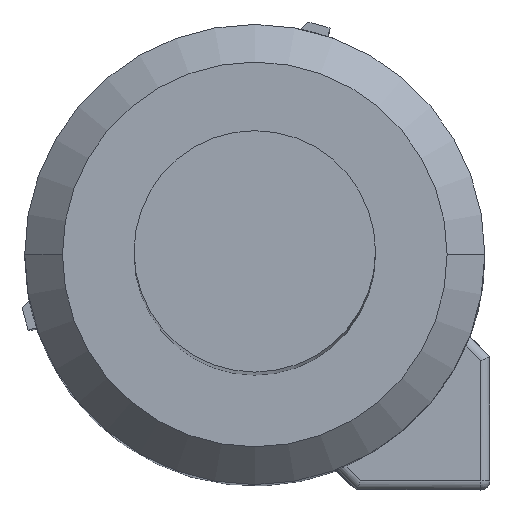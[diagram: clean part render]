
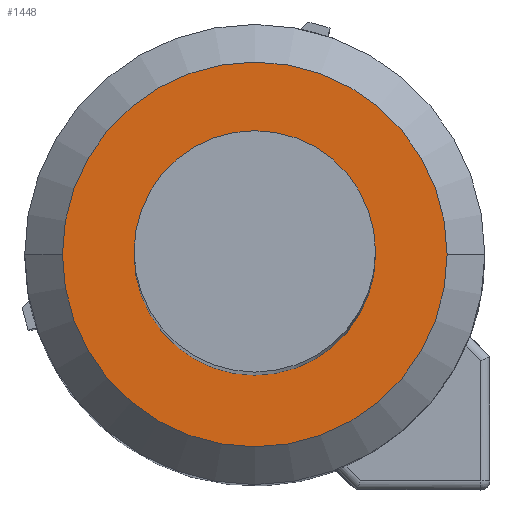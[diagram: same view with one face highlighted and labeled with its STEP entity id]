
A CAD part, top view. The second image highlights one B-rep face of the part: STEP entity #1448.
In plain terms, the highlighted planar face has unit normal (0, 0, 1).
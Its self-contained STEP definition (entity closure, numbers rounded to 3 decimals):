
#47=AXIS2_PLACEMENT_3D('Circle Axis2P3D',#45,#46,$) ;
#86=AXIS2_PLACEMENT_3D('Circle Axis2P3D',#84,#85,$) ;
#607=AXIS2_PLACEMENT_3D('Circle Axis2P3D',#605,#606,$) ;
#1312=AXIS2_PLACEMENT_3D('Circle Axis2P3D',#1310,#1311,$) ;
#1438=AXIS2_PLACEMENT_3D('Plane Axis2P3D',#1435,#1436,#1437) ;
#40=CARTESIAN_POINT('Vertex',(9.37,6.236,44.5)) ;
#45=CARTESIAN_POINT('Axis2P3D Location',(6.17,6.236,44.5)) ;
#49=CARTESIAN_POINT('Vertex',(2.97,6.236,44.5)) ;
#84=CARTESIAN_POINT('Axis2P3D Location',(6.17,6.236,44.5)) ;
#595=CARTESIAN_POINT('Vertex',(11.27,6.236,44.5)) ;
#602=CARTESIAN_POINT('Vertex',(1.07,6.236,44.5)) ;
#605=CARTESIAN_POINT('Axis2P3D Location',(6.17,6.236,44.5)) ;
#1310=CARTESIAN_POINT('Axis2P3D Location',(6.17,6.236,44.5)) ;
#1435=CARTESIAN_POINT('Axis2P3D Location',(6.17,6.236,44.5)) ;
#46=DIRECTION('Axis2P3D Direction',(0.,0.,-1.)) ;
#85=DIRECTION('Axis2P3D Direction',(0.,0.,-1.)) ;
#606=DIRECTION('Axis2P3D Direction',(0.,0.,-1.)) ;
#1311=DIRECTION('Axis2P3D Direction',(0.,0.,-1.)) ;
#1436=DIRECTION('Axis2P3D Direction',(0.,0.,1.)) ;
#1437=DIRECTION('Axis2P3D XDirection',(-1.,0.,0.)) ;
#1441=ORIENTED_EDGE('',*,*,#1314,.T.) ;
#1442=ORIENTED_EDGE('',*,*,#609,.T.) ;
#1445=ORIENTED_EDGE('',*,*,#88,.F.) ;
#1446=ORIENTED_EDGE('',*,*,#51,.F.) ;
#1447=FACE_BOUND('',#1444,.T.) ;
#1448=ADVANCED_FACE('Hauptk\X2\00F6\X0\rper',(#1443,#1447),#1439,.T.) ;
#48=CIRCLE('generated circle',#47,3.2) ;
#87=CIRCLE('generated circle',#86,3.2) ;
#608=CIRCLE('generated circle',#607,5.1) ;
#1313=CIRCLE('generated circle',#1312,5.1) ;
#51=EDGE_CURVE('',#41,#50,#48,.F.) ;
#88=EDGE_CURVE('',#50,#41,#87,.F.) ;
#609=EDGE_CURVE('',#596,#603,#608,.F.) ;
#1314=EDGE_CURVE('',#603,#596,#1313,.F.) ;
#1440=EDGE_LOOP('',(#1441,#1442)) ;
#1444=EDGE_LOOP('',(#1445,#1446)) ;
#1443=FACE_OUTER_BOUND('',#1440,.T.) ;
#1439=PLANE('',#1438) ;
#41=VERTEX_POINT('',#40) ;
#50=VERTEX_POINT('',#49) ;
#596=VERTEX_POINT('',#595) ;
#603=VERTEX_POINT('',#602) ;
